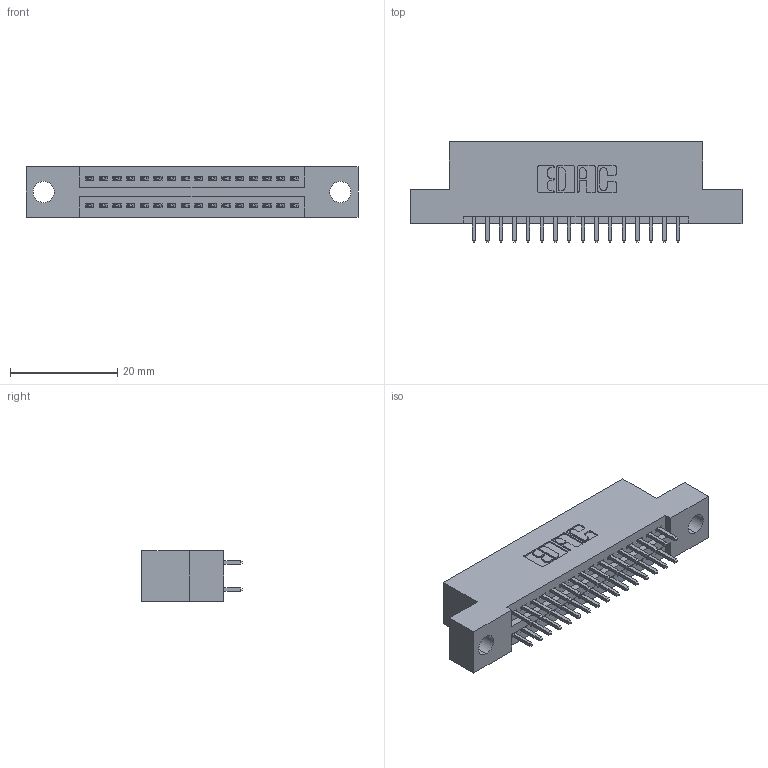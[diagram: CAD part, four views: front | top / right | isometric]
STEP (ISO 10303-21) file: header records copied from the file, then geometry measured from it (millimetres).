
FILE_DESCRIPTION (( 'STEP AP203' ), '1' );
FILE_NAME ('395-032-521-204.STEP', '2018-11-12T18:11:27', ( '' ), ( '' ), 'SwSTEP 2.0', 'SolidWorks 2016', '' );
FILE_SCHEMA (( 'CONFIG_CONTROL_DESIGN' ));
Length unit declared in the file: inch
Products named in the file (3): 395-032-521-204; 345-292-001_345-293-121; 345 Part_Flush Mounting Lugs - 0.156 Dia-TH
Assembly tree (33 placements, depth 2):
  395-032-521-204
    345 Part_Flush Mounting Lugs - 0.156 Dia-TH
    345-292-001_345-293-121  x32
Bounding box: 61.85 x 18.72 x 9.4 mm (x, y, z)
Volume: 5665.8 mm3; surface area: 7601.6 mm2
Topology: 33 solids, 33 shells, 1726 faces, 5109 edges, 3362 vertices
Faces by surface type: plane 1136, cylinder 590
Entity records: 16075 total; most frequent: CARTESIAN_POINT 2720, ORIENTED_EDGE 2654, DIRECTION 2431, EDGE_CURVE 1327, VECTOR 1131, LINE 1131, VERTEX_POINT 882, AXIS2_PLACEMENT_3D 650
